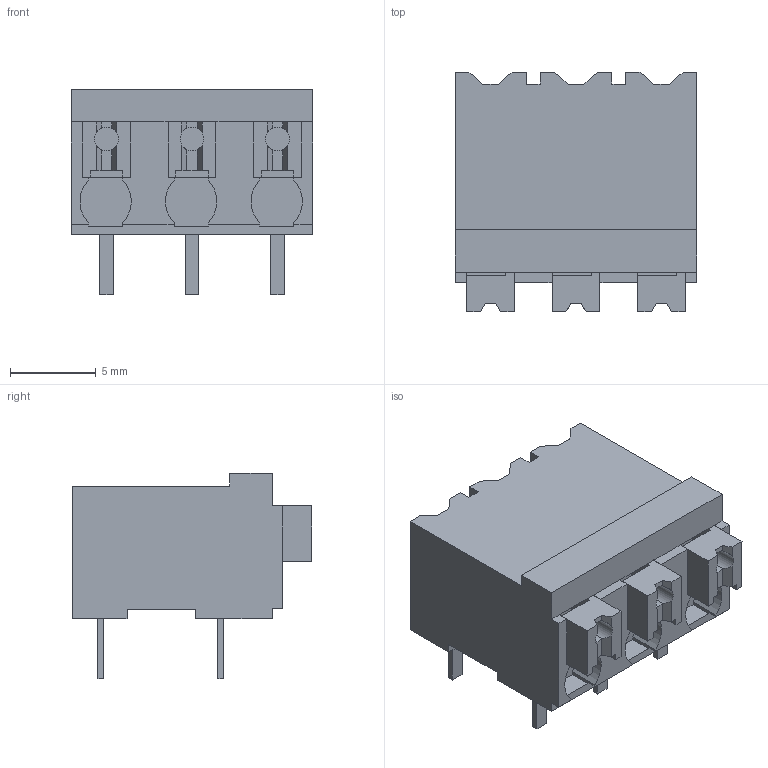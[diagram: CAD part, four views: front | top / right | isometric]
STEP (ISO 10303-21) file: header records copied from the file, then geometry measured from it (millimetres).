
FILE_DESCRIPTION(('CATIA V5 STEP Exchange','CAx-IF Rec.Pracs.--- Model Styling and Organization---1.2---2011-12-15'),'2;1');
FILE_NAME ('D1458200_0', '2018-03-15T08:51:38+00:00', ('none'), ('Weidmueller'), 'CATIA Version 5-6 Release 2014', 'CATIA V5 STEP AP214', 'none');
FILE_SCHEMA(('AUTOMOTIVE_DESIGN { 1 0 10303 214 1 1 1 1 }'));
Length unit declared in the file: millimetre
Products named in the file (1): 1876510000
Bounding box: 14.1 x 14 x 12 mm (x, y, z)
Volume: 1213.1 mm3; surface area: 1205.7 mm2
Topology: 10 solids, 10 shells, 256 faces, 708 edges, 469 vertices
Faces by surface type: plane 232, cylinder 24
Entity records: 7545 total; most frequent: ORIENTED_EDGE 1416, CARTESIAN_POINT 1410, DIRECTION 995, EDGE_CURVE 708, VECTOR 645, LINE 645, VERTEX_POINT 469, EDGE_LOOP 259
